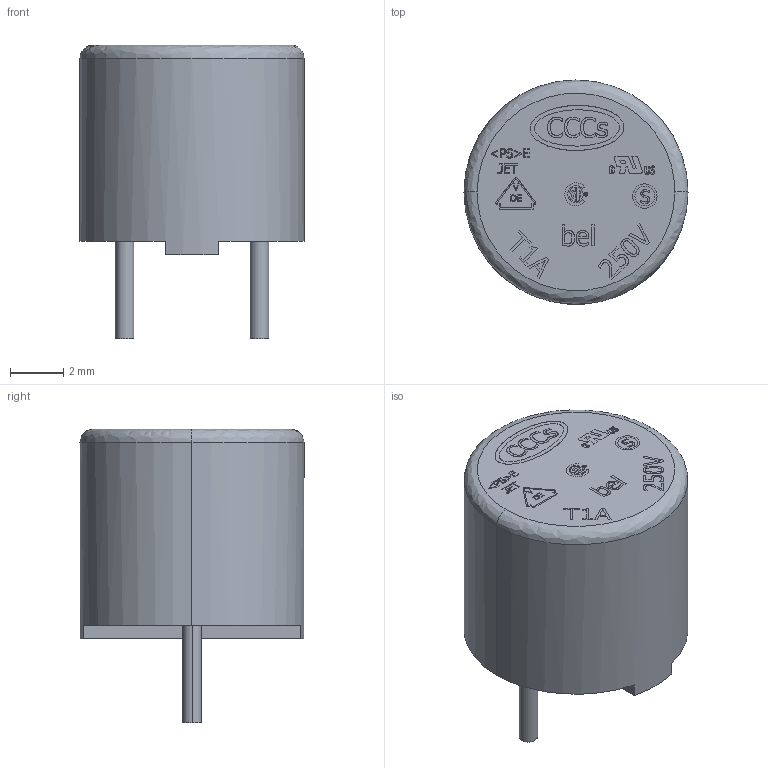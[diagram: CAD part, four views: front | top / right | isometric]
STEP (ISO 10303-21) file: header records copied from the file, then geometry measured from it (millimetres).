
FILE_DESCRIPTION (( 'STEP AP214' ), '1' );
FILE_NAME ('User Library-260001.STEP', '2017-12-07T01:46:43', ( 'Windows User' ), ( '' ), 'SwSTEP 2.0', 'SolidWorks 2017', '' );
FILE_SCHEMA (( 'AUTOMOTIVE_DESIGN' ));
Length unit declared in the file: millimetre
Products named in the file (1): User Library-260001
Bounding box: 8.45 x 8.45 x 11.08 mm (x, y, z)
Volume: 424.8 mm3; surface area: 329.3 mm2
Topology: 1 solids, 1 shells, 570 faces, 1451 edges, 935 vertices
Faces by surface type: plane 304, bspline 209, cylinder 57
Entity records: 24635 total; most frequent: CARTESIAN_POINT 5952, ORIENTED_EDGE 2902, DIRECTION 1875, EDGE_CURVE 1451, VERTEX_POINT 935, VECTOR 911, LINE 911, EDGE_LOOP 622
